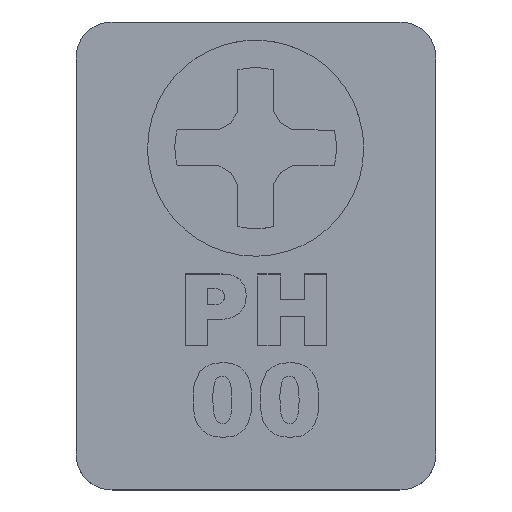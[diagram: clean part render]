
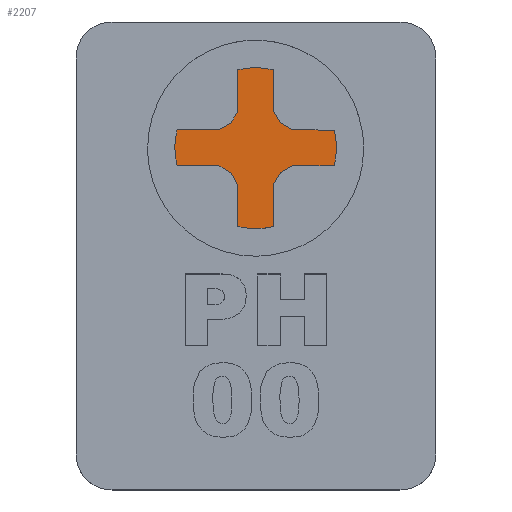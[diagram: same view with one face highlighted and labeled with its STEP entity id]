
A CAD part, top view. The second image highlights one B-rep face of the part: STEP entity #2207.
In plain terms, the highlighted planar face has unit normal (0, 0, 1).
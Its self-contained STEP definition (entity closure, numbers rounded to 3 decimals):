
#31=(
BOUNDED_CURVE()
B_SPLINE_CURVE(3,(#3986,#3987,#3988,#3989),.UNSPECIFIED.,.F.,.F.)
B_SPLINE_CURVE_WITH_KNOTS((4,4),(0.,1.),.UNSPECIFIED.)
CURVE()
GEOMETRIC_REPRESENTATION_ITEM()
RATIONAL_B_SPLINE_CURVE((1.,1.,1.,1.))
REPRESENTATION_ITEM('')
);
#33=(
BOUNDED_CURVE()
B_SPLINE_CURVE(3,(#4044,#4045,#4046,#4047),.UNSPECIFIED.,.F.,.F.)
B_SPLINE_CURVE_WITH_KNOTS((4,4),(0.,1.),.UNSPECIFIED.)
CURVE()
GEOMETRIC_REPRESENTATION_ITEM()
RATIONAL_B_SPLINE_CURVE((1.,1.,1.,1.))
REPRESENTATION_ITEM('')
);
#35=(
BOUNDED_CURVE()
B_SPLINE_CURVE(3,(#4102,#4103,#4104,#4105),.UNSPECIFIED.,.F.,.F.)
B_SPLINE_CURVE_WITH_KNOTS((4,4),(0.,1.),.UNSPECIFIED.)
CURVE()
GEOMETRIC_REPRESENTATION_ITEM()
RATIONAL_B_SPLINE_CURVE((1.,1.,1.,1.))
REPRESENTATION_ITEM('')
);
#37=(
BOUNDED_CURVE()
B_SPLINE_CURVE(3,(#4160,#4161,#4162,#4163),.UNSPECIFIED.,.F.,.F.)
B_SPLINE_CURVE_WITH_KNOTS((4,4),(0.,1.),.UNSPECIFIED.)
CURVE()
GEOMETRIC_REPRESENTATION_ITEM()
RATIONAL_B_SPLINE_CURVE((1.,1.,1.,1.))
REPRESENTATION_ITEM('')
);
#164=B_SPLINE_CURVE_WITH_KNOTS('',2,(#4003,#4004,#4005),.UNSPECIFIED.,.F.,
 .F.,(3,3),(0.,1.),.UNSPECIFIED.);
#166=B_SPLINE_CURVE_WITH_KNOTS('',2,(#4061,#4062,#4063),.UNSPECIFIED.,.F.,
 .F.,(3,3),(0.,1.),.UNSPECIFIED.);
#168=B_SPLINE_CURVE_WITH_KNOTS('',2,(#4119,#4120,#4121),.UNSPECIFIED.,.F.,
 .F.,(3,3),(0.,1.),.UNSPECIFIED.);
#170=B_SPLINE_CURVE_WITH_KNOTS('',2,(#4177,#4178,#4179),.UNSPECIFIED.,.F.,
 .F.,(3,3),(0.,1.),.UNSPECIFIED.);
#345=FACE_OUTER_BOUND('',#473,.T.);
#473=EDGE_LOOP('',(#2007,#2008,#2009,#2010,#2011,#2012,#2013,#2014,#2015,
#2016,#2017,#2018,#2019,#2020,#2021,#2022,#2023,#2024,#2025,#2026,#2027,
#2028,#2029,#2030));
#591=LINE('',#3965,#779);
#595=LINE('',#3973,#783);
#600=LINE('',#4013,#788);
#603=LINE('',#4019,#791);
#606=LINE('',#4025,#794);
#609=LINE('',#4031,#797);
#614=LINE('',#4071,#802);
#617=LINE('',#4077,#805);
#620=LINE('',#4083,#808);
#623=LINE('',#4089,#811);
#628=LINE('',#4129,#816);
#631=LINE('',#4135,#819);
#634=LINE('',#4141,#822);
#637=LINE('',#4147,#825);
#642=LINE('',#4187,#830);
#645=LINE('',#4192,#833);
#779=VECTOR('',#2468,10.);
#783=VECTOR('',#2474,10.);
#788=VECTOR('',#2481,10.);
#791=VECTOR('',#2486,10.);
#794=VECTOR('',#2491,10.);
#797=VECTOR('',#2496,10.);
#802=VECTOR('',#2503,10.);
#805=VECTOR('',#2508,10.);
#808=VECTOR('',#2513,10.);
#811=VECTOR('',#2518,10.);
#816=VECTOR('',#2525,10.);
#819=VECTOR('',#2530,10.);
#822=VECTOR('',#2535,10.);
#825=VECTOR('',#2540,10.);
#830=VECTOR('',#2547,10.);
#833=VECTOR('',#2552,10.);
#1007=VERTEX_POINT('',#3963);
#1008=VERTEX_POINT('',#3964);
#1011=VERTEX_POINT('',#3972);
#1013=VERTEX_POINT('',#3985);
#1015=VERTEX_POINT('',#4002);
#1017=VERTEX_POINT('',#4012);
#1019=VERTEX_POINT('',#4018);
#1021=VERTEX_POINT('',#4024);
#1023=VERTEX_POINT('',#4030);
#1025=VERTEX_POINT('',#4043);
#1027=VERTEX_POINT('',#4060);
#1029=VERTEX_POINT('',#4070);
#1031=VERTEX_POINT('',#4076);
#1033=VERTEX_POINT('',#4082);
#1035=VERTEX_POINT('',#4088);
#1037=VERTEX_POINT('',#4101);
#1039=VERTEX_POINT('',#4118);
#1041=VERTEX_POINT('',#4128);
#1043=VERTEX_POINT('',#4134);
#1045=VERTEX_POINT('',#4140);
#1047=VERTEX_POINT('',#4146);
#1049=VERTEX_POINT('',#4159);
#1051=VERTEX_POINT('',#4176);
#1053=VERTEX_POINT('',#4186);
#1295=EDGE_CURVE('',#1007,#1008,#591,.T.);
#1299=EDGE_CURVE('',#1011,#1007,#595,.T.);
#1302=EDGE_CURVE('',#1013,#1011,#31,.T.);
#1305=EDGE_CURVE('',#1015,#1013,#164,.T.);
#1308=EDGE_CURVE('',#1017,#1015,#600,.T.);
#1311=EDGE_CURVE('',#1019,#1017,#603,.T.);
#1314=EDGE_CURVE('',#1021,#1019,#606,.T.);
#1317=EDGE_CURVE('',#1023,#1021,#609,.T.);
#1320=EDGE_CURVE('',#1025,#1023,#33,.T.);
#1323=EDGE_CURVE('',#1027,#1025,#166,.T.);
#1326=EDGE_CURVE('',#1029,#1027,#614,.T.);
#1329=EDGE_CURVE('',#1031,#1029,#617,.T.);
#1332=EDGE_CURVE('',#1033,#1031,#620,.T.);
#1335=EDGE_CURVE('',#1035,#1033,#623,.T.);
#1338=EDGE_CURVE('',#1037,#1035,#35,.T.);
#1341=EDGE_CURVE('',#1039,#1037,#168,.T.);
#1344=EDGE_CURVE('',#1041,#1039,#628,.T.);
#1347=EDGE_CURVE('',#1043,#1041,#631,.T.);
#1350=EDGE_CURVE('',#1045,#1043,#634,.T.);
#1353=EDGE_CURVE('',#1047,#1045,#637,.T.);
#1356=EDGE_CURVE('',#1049,#1047,#37,.T.);
#1359=EDGE_CURVE('',#1051,#1049,#170,.T.);
#1362=EDGE_CURVE('',#1053,#1051,#642,.T.);
#1365=EDGE_CURVE('',#1008,#1053,#645,.T.);
#2007=ORIENTED_EDGE('',*,*,#1295,.T.);
#2008=ORIENTED_EDGE('',*,*,#1365,.T.);
#2009=ORIENTED_EDGE('',*,*,#1362,.T.);
#2010=ORIENTED_EDGE('',*,*,#1359,.T.);
#2011=ORIENTED_EDGE('',*,*,#1356,.T.);
#2012=ORIENTED_EDGE('',*,*,#1353,.T.);
#2013=ORIENTED_EDGE('',*,*,#1350,.T.);
#2014=ORIENTED_EDGE('',*,*,#1347,.T.);
#2015=ORIENTED_EDGE('',*,*,#1344,.T.);
#2016=ORIENTED_EDGE('',*,*,#1341,.T.);
#2017=ORIENTED_EDGE('',*,*,#1338,.T.);
#2018=ORIENTED_EDGE('',*,*,#1335,.T.);
#2019=ORIENTED_EDGE('',*,*,#1332,.T.);
#2020=ORIENTED_EDGE('',*,*,#1329,.T.);
#2021=ORIENTED_EDGE('',*,*,#1326,.T.);
#2022=ORIENTED_EDGE('',*,*,#1323,.T.);
#2023=ORIENTED_EDGE('',*,*,#1320,.T.);
#2024=ORIENTED_EDGE('',*,*,#1317,.T.);
#2025=ORIENTED_EDGE('',*,*,#1314,.T.);
#2026=ORIENTED_EDGE('',*,*,#1311,.T.);
#2027=ORIENTED_EDGE('',*,*,#1308,.T.);
#2028=ORIENTED_EDGE('',*,*,#1305,.T.);
#2029=ORIENTED_EDGE('',*,*,#1302,.T.);
#2030=ORIENTED_EDGE('',*,*,#1299,.T.);
#2088=PLANE('',#2284);
#2207=ADVANCED_FACE('',(#345),#2088,.T.);
#2284=AXIS2_PLACEMENT_3D('',#4284,#2598,#2599);
#2468=DIRECTION('',(-0.861,0.508,0.));
#2474=DIRECTION('',(-1.,0.001,0.));
#2481=DIRECTION('',(1.,0.,0.));
#2486=DIRECTION('',(0.868,0.496,0.));
#2491=DIRECTION('',(0.507,0.862,0.));
#2496=DIRECTION('',(0.,1.,0.));
#2503=DIRECTION('',(0.,-1.,0.));
#2508=DIRECTION('',(0.498,-0.867,0.));
#2513=DIRECTION('',(0.855,-0.519,0.));
#2518=DIRECTION('',(1.,-0.002,0.));
#2525=DIRECTION('',(-1.,0.,0.));
#2530=DIRECTION('',(-0.883,-0.47,0.));
#2535=DIRECTION('',(-0.509,-0.861,0.));
#2540=DIRECTION('',(0.,-1.,0.));
#2547=DIRECTION('',(0.,1.,0.));
#2552=DIRECTION('',(-0.532,0.847,0.));
#2598=DIRECTION('center_axis',(0.,0.,1.));
#2599=DIRECTION('ref_axis',(1.,0.,0.));
#3963=CARTESIAN_POINT('',(42.049,-5.999,0.));
#3964=CARTESIAN_POINT('',(41.366,-5.597,0.));
#3965=CARTESIAN_POINT('',(42.82,-6.454,0.));
#3972=CARTESIAN_POINT('',(44.339,-6.001,0.));
#3973=CARTESIAN_POINT('',(42.172,-6.,0.));
#3985=CARTESIAN_POINT('',(44.482,-7.038,0.));
#3986=CARTESIAN_POINT('Ctrl Pts',(44.482,-7.038,0.));
#3987=CARTESIAN_POINT('Ctrl Pts',(44.482,-6.67,0.));
#3988=CARTESIAN_POINT('Ctrl Pts',(44.386,-6.121,0.));
#3989=CARTESIAN_POINT('Ctrl Pts',(44.339,-6.001,0.));
#4002=CARTESIAN_POINT('',(44.339,-7.98,0.));
#4003=CARTESIAN_POINT('Ctrl Pts',(44.339,-7.98,0.));
#4004=CARTESIAN_POINT('Ctrl Pts',(44.4,-7.826,0.));
#4005=CARTESIAN_POINT('Ctrl Pts',(44.482,-7.038,0.));
#4012=CARTESIAN_POINT('',(42.046,-7.98,0.));
#4013=CARTESIAN_POINT('',(41.023,-7.98,0.));
#4018=CARTESIAN_POINT('',(41.367,-8.368,0.));
#4019=CARTESIAN_POINT('',(39.854,-9.233,0.));
#4024=CARTESIAN_POINT('',(40.966,-9.051,0.));
#4025=CARTESIAN_POINT('',(39.979,-10.729,0.));
#4030=CARTESIAN_POINT('',(40.966,-11.353,0.));
#4031=CARTESIAN_POINT('',(40.966,-12.177,0.));
#4043=CARTESIAN_POINT('',(39.929,-11.496,0.));
#4044=CARTESIAN_POINT('Ctrl Pts',(39.929,-11.496,0.));
#4045=CARTESIAN_POINT('Ctrl Pts',(40.297,-11.496,0.));
#4046=CARTESIAN_POINT('Ctrl Pts',(40.846,-11.401,0.));
#4047=CARTESIAN_POINT('Ctrl Pts',(40.966,-11.353,0.));
#4060=CARTESIAN_POINT('',(38.987,-11.353,0.));
#4061=CARTESIAN_POINT('Ctrl Pts',(38.987,-11.353,0.));
#4062=CARTESIAN_POINT('Ctrl Pts',(39.141,-11.414,0.));
#4063=CARTESIAN_POINT('Ctrl Pts',(39.929,-11.496,0.));
#4070=CARTESIAN_POINT('',(38.987,-9.061,0.));
#4071=CARTESIAN_POINT('',(38.987,-11.03,0.));
#4076=CARTESIAN_POINT('',(38.595,-8.38,0.));
#4077=CARTESIAN_POINT('',(39.768,-10.42,0.));
#4082=CARTESIAN_POINT('',(37.93,-7.976,0.));
#4083=CARTESIAN_POINT('',(39.801,-9.112,0.));
#4088=CARTESIAN_POINT('',(35.623,-7.971,0.));
#4089=CARTESIAN_POINT('',(37.817,-7.976,0.));
#4101=CARTESIAN_POINT('',(35.48,-6.934,0.));
#4102=CARTESIAN_POINT('Ctrl Pts',(35.48,-6.934,0.));
#4103=CARTESIAN_POINT('Ctrl Pts',(35.48,-7.302,0.));
#4104=CARTESIAN_POINT('Ctrl Pts',(35.576,-7.851,0.));
#4105=CARTESIAN_POINT('Ctrl Pts',(35.623,-7.971,0.));
#4118=CARTESIAN_POINT('',(35.623,-5.992,0.));
#4119=CARTESIAN_POINT('Ctrl Pts',(35.623,-5.992,0.));
#4120=CARTESIAN_POINT('Ctrl Pts',(35.562,-6.146,0.));
#4121=CARTESIAN_POINT('Ctrl Pts',(35.48,-6.934,0.));
#4128=CARTESIAN_POINT('',(37.916,-5.992,0.));
#4129=CARTESIAN_POINT('',(38.958,-5.992,0.));
#4134=CARTESIAN_POINT('',(38.595,-5.63,0.));
#4135=CARTESIAN_POINT('',(37.613,-6.153,0.));
#4140=CARTESIAN_POINT('',(38.986,-4.969,0.));
#4141=CARTESIAN_POINT('',(37.358,-7.72,0.));
#4146=CARTESIAN_POINT('',(38.986,-2.666,0.));
#4147=CARTESIAN_POINT('',(38.986,-7.833,0.));
#4159=CARTESIAN_POINT('',(40.024,-2.524,0.));
#4160=CARTESIAN_POINT('Ctrl Pts',(40.024,-2.524,0.));
#4161=CARTESIAN_POINT('Ctrl Pts',(39.655,-2.524,0.));
#4162=CARTESIAN_POINT('Ctrl Pts',(39.106,-2.619,0.));
#4163=CARTESIAN_POINT('Ctrl Pts',(38.986,-2.666,0.));
#4176=CARTESIAN_POINT('',(40.966,-2.666,0.));
#4177=CARTESIAN_POINT('Ctrl Pts',(40.966,-2.666,0.));
#4178=CARTESIAN_POINT('Ctrl Pts',(40.812,-2.606,0.));
#4179=CARTESIAN_POINT('Ctrl Pts',(40.024,-2.524,0.));
#4186=CARTESIAN_POINT('',(40.966,-4.959,0.));
#4187=CARTESIAN_POINT('',(40.966,-8.98,0.));
#4192=CARTESIAN_POINT('',(42.839,-7.945,0.));
#4284=CARTESIAN_POINT('Origin',(40.,-13.,0.));
